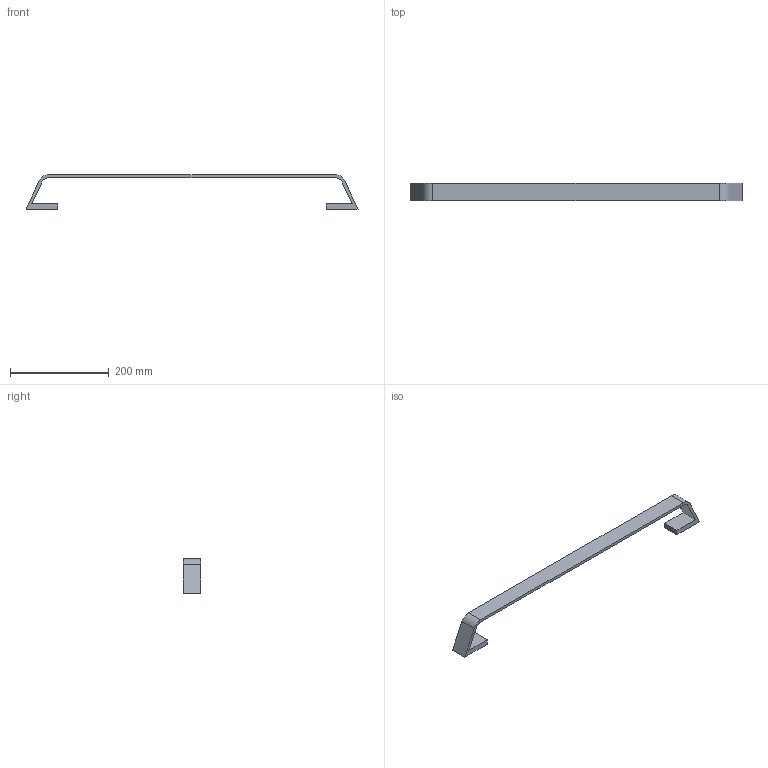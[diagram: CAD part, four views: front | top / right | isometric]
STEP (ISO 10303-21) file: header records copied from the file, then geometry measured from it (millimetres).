
FILE_DESCRIPTION (( 'STEP AP203' ), '1' );
FILE_NAME ('83060705-00.STEP', '2018-07-04T05:54:27', ( '' ), ( '' ), 'SwSTEP 2.0', 'SolidWorks 2017', '' );
FILE_SCHEMA (( 'CONFIG_CONTROL_DESIGN' ));
Length unit declared in the file: millimetre
Products named in the file (2): Planungsmodell_Griff-+-83.020.705-01_K3_Laenge 673; 83060705-00
Assembly tree (1 placements, depth 2):
  83060705-00
    Planungsmodell_Griff-+-83.020.705-01_K3_Laenge 673
Bounding box: 673 x 35 x 70 mm (x, y, z)
Volume: 199496.1 mm3; surface area: 71814.9 mm2
Topology: 1 solids, 1 shells, 18 faces, 48 edges, 32 vertices
Faces by surface type: plane 14, cylinder 4
Entity records: 756 total; most frequent: CARTESIAN_POINT 102, DIRECTION 100, ORIENTED_EDGE 96, EDGE_CURVE 48, LINE 40, VECTOR 40, VERTEX_POINT 32, AXIS2_PLACEMENT_3D 30
